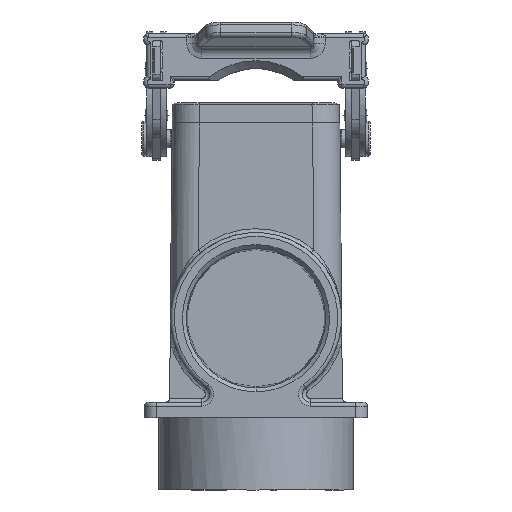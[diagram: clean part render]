
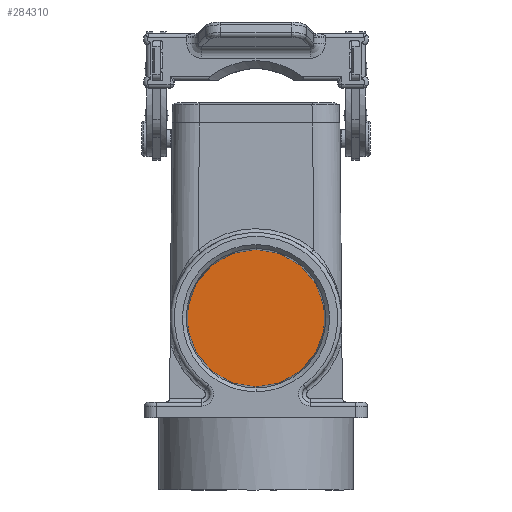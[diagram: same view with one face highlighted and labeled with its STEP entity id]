
A CAD part, left-side view. The second image highlights one B-rep face of the part: STEP entity #284310.
In plain terms, the highlighted face is planar.
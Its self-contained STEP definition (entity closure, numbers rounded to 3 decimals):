
#283930=CARTESIAN_POINT('',(-4.904,102.154,
-39.81));
#283940=VERTEX_POINT('',#283930);
#283970=CARTESIAN_POINT('',(-4.904,102.154,-22.2));
#283980=DIRECTION('',(0.,-1.,0.));
#283990=DIRECTION('',(1.,0.,0.));
#284000=AXIS2_PLACEMENT_3D('',#283970,#283980,#283990);
#284010=CIRCLE('',#284000,17.61);
#284020=CARTESIAN_POINT('',(-22.514,102.154,-22.2));
#284030=VERTEX_POINT('',#284020);
#284040=EDGE_CURVE('',#284030,#283940,#284010,.T.);
#284060=CARTESIAN_POINT('',(-4.904,102.154,
-4.59));
#284070=VERTEX_POINT('',#284060);
#284080=EDGE_CURVE('',#284070,#284030,#284010,.T.);
#284200=CARTESIAN_POINT('',(11.899,102.154,-22.2));
#284210=DIRECTION('',(0.,-1.,0.));
#284220=DIRECTION('',(1.,0.,0.));
#284230=AXIS2_PLACEMENT_3D('',#284200,#284210,#284220);
#284240=PLANE('',#284230);
#284250=ORIENTED_EDGE('',*,*,#284040,.F.);
#284260=EDGE_CURVE('',#283940,#284070,#284010,.T.);
#284270=ORIENTED_EDGE('',*,*,#284260,.F.);
#284280=ORIENTED_EDGE('',*,*,#284080,.F.);
#284290=EDGE_LOOP('',(#284280,#284270,#284250));
#284300=FACE_OUTER_BOUND('',#284290,.T.);
#284310=ADVANCED_FACE('',(#284300),#284240,.F.);
